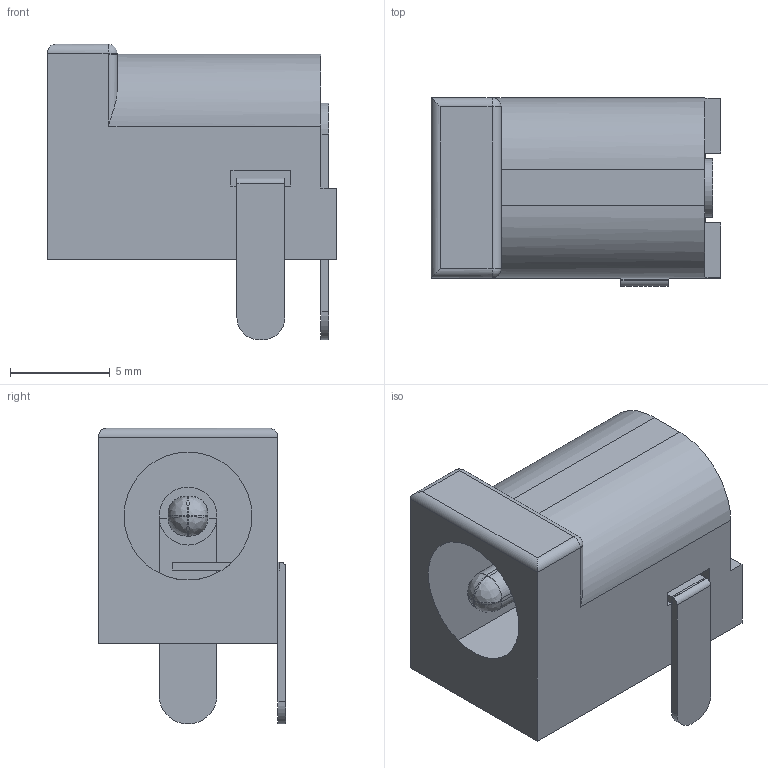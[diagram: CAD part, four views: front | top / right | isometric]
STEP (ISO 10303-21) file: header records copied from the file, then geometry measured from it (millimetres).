
FILE_DESCRIPTION(('FreeCAD Model'),'2;1');
FILE_NAME('Open CASCADE Shape Model','2021-12-20T18:52:15',('Doomn00b'), (''),'Open CASCADE STEP processor 7.5','FreeCAD','Unknown');
FILE_SCHEMA(('AUTOMOTIVE_DESIGN { 1 0 10303 214 1 1 1 1 }'));
Length unit declared in the file: millimetre
Products named in the file (4): Unnamed; Fillet003; Fillet006; Fillet008
Assembly tree (3 placements, depth 2):
  Unnamed
    Fillet003
    Fillet006
    Fillet008
Bounding box: 14.5 x 9.4 x 14.8 mm (x, y, z)
Volume: 920 mm3; surface area: 1221.6 mm2
Topology: 3 solids, 3 shells, 87 faces, 222 edges, 134 vertices
Faces by surface type: plane 55, cylinder 26, bspline 4, sphere 2
Full cylindrical faces by diameter (mm): 6.4 x1
Entity records: 2978 total; most frequent: CARTESIAN_POINT 834, ORIENTED_EDGE 432, DIRECTION 422, EDGE_CURVE 216, LINE 156, VECTOR 156, VERTEX_POINT 134, AXIS2_PLACEMENT_3D 133
